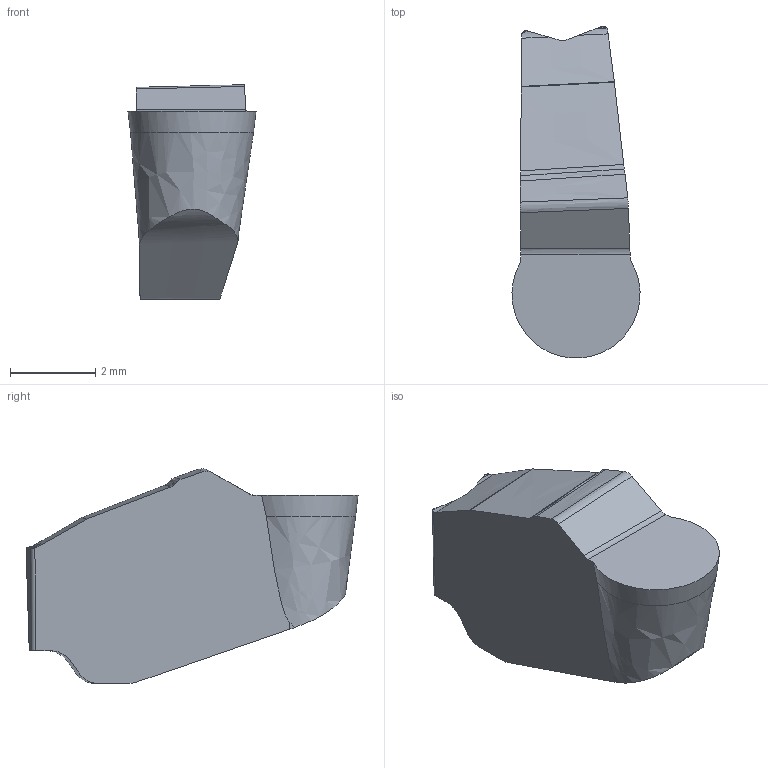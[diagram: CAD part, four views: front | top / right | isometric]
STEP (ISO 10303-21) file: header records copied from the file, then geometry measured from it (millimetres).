
FILE_DESCRIPTION(/* description */ (''),/* implementation_level */ '2;1');
FILE_NAME(/* name */ 'aaa341308_a.stp',/* time_stamp */ '2019-10-15T08:59:24+02:00',/* author */ (''),/* organization */ ('SMS'),/* preprocessor_version */ 'ST-DEVELOPER v16.7',/* originating_system */ 'SIEMENS PLM Software NX 12.0',/* authorisation */ '');
FILE_SCHEMA (('AUTOMOTIVE_DESIGN { 1 0 10303 214 3 1 1 1 }'));
Length unit declared in the file: millimetre
Products named in the file (1): AAA341308_A
Bounding box: 3 x 7.77 x 5.02 mm (x, y, z)
Volume: 58.1 mm3; surface area: 97.6 mm2
Topology: 1 solids, 1 shells, 27 faces, 98 edges, 76 vertices
Faces by surface type: bspline 15, plane 6, cylinder 5, cone 1
Entity records: 2140 total; most frequent: CARTESIAN_POINT 1487, ORIENTED_EDGE 194, EDGE_CURVE 97, VERTEX_POINT 72, B_SPLINE_CURVE_WITH_KNOTS 53, DIRECTION 45, ADVANCED_FACE 27, FACE_OUTER_BOUND 27
